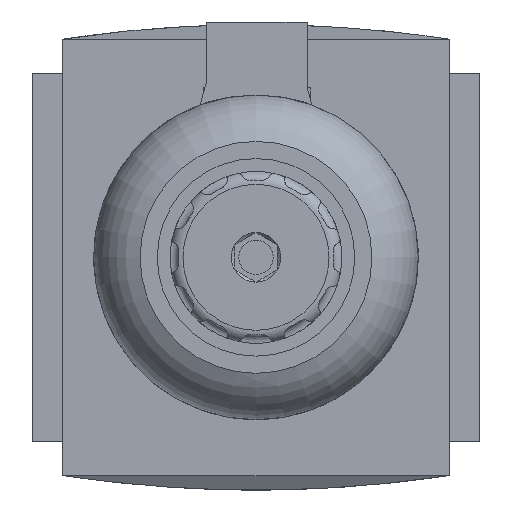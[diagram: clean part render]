
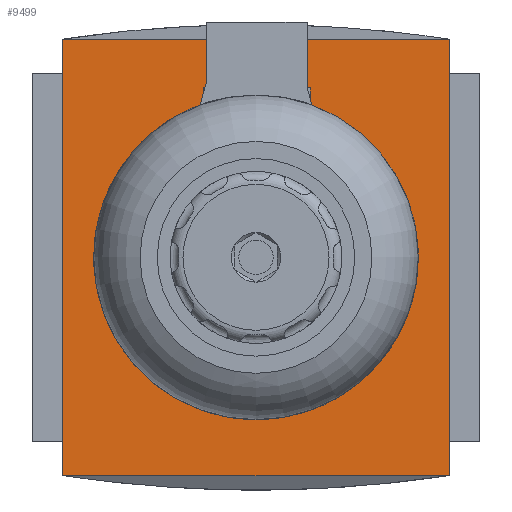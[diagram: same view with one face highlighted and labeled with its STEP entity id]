
A CAD part, front view. The second image highlights one B-rep face of the part: STEP entity #9499.
In plain terms, the highlighted planar face has unit normal (0, -1, 0).
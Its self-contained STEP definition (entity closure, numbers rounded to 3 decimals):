
#470=LINE('',#13722,#1140);
#485=LINE('',#13752,#1155);
#508=LINE('',#13805,#1178);
#509=LINE('',#13806,#1179);
#1140=VECTOR('',#11246,1000.);
#1155=VECTOR('',#11263,1000.);
#1178=VECTOR('',#11302,1000.);
#1179=VECTOR('',#11303,1000.);
#2659=ORIENTED_EDGE('',*,*,#4178,.F.);
#2660=ORIENTED_EDGE('',*,*,#4220,.T.);
#2661=ORIENTED_EDGE('',*,*,#4193,.F.);
#2662=ORIENTED_EDGE('',*,*,#4221,.T.);
#4178=EDGE_CURVE('',#5032,#4909,#470,.T.);
#4193=EDGE_CURVE('',#4907,#5046,#485,.T.);
#4220=EDGE_CURVE('',#5032,#5046,#508,.T.);
#4221=EDGE_CURVE('',#4907,#4909,#509,.T.);
#4907=VERTEX_POINT('',#13463);
#4909=VERTEX_POINT('',#13467);
#5032=VERTEX_POINT('',#13723);
#5046=VERTEX_POINT('',#13753);
#5705=EDGE_LOOP('',(#2659,#2660,#2661,#2662));
#6147=FACE_BOUND('',#5705,.T.);
#6447=PLANE('',#10041);
#9499=ADVANCED_FACE('',(#6147),#6447,.F.);
#10041=AXIS2_PLACEMENT_3D('',#13804,#11300,#11301);
#11246=DIRECTION('',(0.,0.,1.));
#11263=DIRECTION('',(0.,0.,-1.));
#11300=DIRECTION('',(0.,1.,0.));
#11301=DIRECTION('',(0.,0.,1.));
#11302=DIRECTION('',(1.,0.,0.));
#11303=DIRECTION('',(-1.,0.,0.));
#13463=CARTESIAN_POINT('',(22.5,-31.,25.4));
#13467=CARTESIAN_POINT('',(-22.5,-31.,25.4));
#13722=CARTESIAN_POINT('',(-22.5,-31.,-25.4));
#13723=CARTESIAN_POINT('',(-22.5,-31.,-25.4));
#13752=CARTESIAN_POINT('',(22.5,-31.,25.4));
#13753=CARTESIAN_POINT('',(22.5,-31.,-25.4));
#13804=CARTESIAN_POINT('',(0.,-31.,122.903));
#13805=CARTESIAN_POINT('',(0.,-31.,-25.4));
#13806=CARTESIAN_POINT('',(0.,-31.,25.4));
